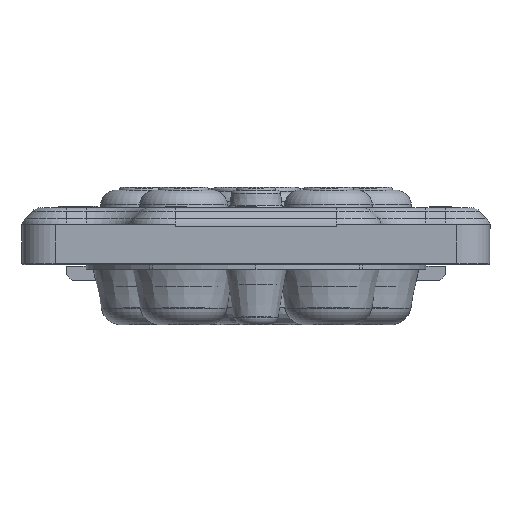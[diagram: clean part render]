
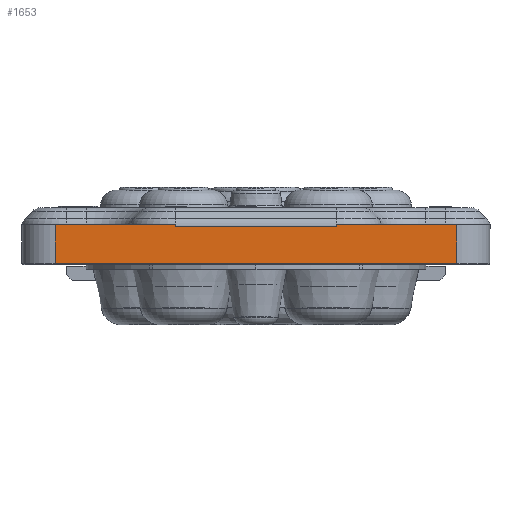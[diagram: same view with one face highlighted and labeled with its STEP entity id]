
A CAD part, left-side view. The second image highlights one B-rep face of the part: STEP entity #1653.
In plain terms, the highlighted planar face has unit normal (-1, 0, 0).
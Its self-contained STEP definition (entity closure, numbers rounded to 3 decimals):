
#1653 = ADVANCED_FACE( '', ( #4516 ), #4517, .T. );
#4516 = FACE_OUTER_BOUND( '', #9264, .T. );
#4517 = PLANE( '', #9265 );
#9264 = EDGE_LOOP( '', ( #15645, #15646, #15647, #15648, #15649, #15650, #15651, #15652 ) );
#9265 = AXIS2_PLACEMENT_3D( '', #15653, #15654, #15655 );
#15645 = ORIENTED_EDGE( '', *, *, #26350, .T. );
#15646 = ORIENTED_EDGE( '', *, *, #26351, .T. );
#15647 = ORIENTED_EDGE( '', *, *, #26199, .T. );
#15648 = ORIENTED_EDGE( '', *, *, #26352, .T. );
#15649 = ORIENTED_EDGE( '', *, *, #26353, .F. );
#15650 = ORIENTED_EDGE( '', *, *, #26354, .F. );
#15651 = ORIENTED_EDGE( '', *, *, #26355, .F. );
#15652 = ORIENTED_EDGE( '', *, *, #26356, .F. );
#15653 = CARTESIAN_POINT( '', ( -108., 36., 13. ) );
#15654 = DIRECTION( '', ( -1., 0., 0. ) );
#15655 = DIRECTION( '', ( 0., 1., 0. ) );
#26199 = EDGE_CURVE( '', #30304, #30307, #30309, .T. );
#26350 = EDGE_CURVE( '', #30567, #30568, #30569, .T. );
#26351 = EDGE_CURVE( '', #30568, #30304, #30570, .T. );
#26352 = EDGE_CURVE( '', #30307, #30571, #30572, .T. );
#26353 = EDGE_CURVE( '', #30573, #30571, #30574, .T. );
#26354 = EDGE_CURVE( '', #30575, #30573, #30576, .T. );
#26355 = EDGE_CURVE( '', #30215, #30575, #30577, .T. );
#26356 = EDGE_CURVE( '', #30567, #30215, #30578, .T. );
#30215 = VERTEX_POINT( '', #36437 );
#30304 = VERTEX_POINT( '', #36702 );
#30307 = VERTEX_POINT( '', #36706 );
#30309 = LINE( '', #36708, #36709 );
#30567 = VERTEX_POINT( '', #37218 );
#30568 = VERTEX_POINT( '', #37219 );
#30569 = LINE( '', #37220, #37221 );
#30570 = LINE( '', #37222, #37223 );
#30571 = VERTEX_POINT( '', #37224 );
#30572 = LINE( '', #37225, #37226 );
#30573 = VERTEX_POINT( '', #37227 );
#30574 = LINE( '', #37228, #37229 );
#30575 = VERTEX_POINT( '', #37230 );
#30576 = LINE( '', #37231, #37232 );
#30577 = LINE( '', #37233, #37234 );
#30578 = LINE( '', #37235, #37236 );
#36437 = CARTESIAN_POINT( '', ( -108., 36., 11. ) );
#36702 = CARTESIAN_POINT( '', ( -108., -14.5, 18. ) );
#36706 = CARTESIAN_POINT( '', ( -108., -14.5, 17.672 ) );
#36708 = CARTESIAN_POINT( '', ( -108., -14.5, 18. ) );
#36709 = VECTOR( '', #46544, 1000. );
#37218 = CARTESIAN_POINT( '', ( -108., -36., 11. ) );
#37219 = CARTESIAN_POINT( '', ( -108., -36., 18. ) );
#37220 = CARTESIAN_POINT( '', ( -108., -36., 13. ) );
#37221 = VECTOR( '', #46665, 1000. );
#37222 = CARTESIAN_POINT( '', ( -108., -36., 18. ) );
#37223 = VECTOR( '', #46666, 1000. );
#37224 = CARTESIAN_POINT( '', ( -108., 14.5, 17.672 ) );
#37225 = CARTESIAN_POINT( '', ( -108., 36., 17.672 ) );
#37226 = VECTOR( '', #46667, 1000. );
#37227 = CARTESIAN_POINT( '', ( -108., 14.5, 18. ) );
#37228 = CARTESIAN_POINT( '', ( -108., 14.5, 18. ) );
#37229 = VECTOR( '', #46668, 1000. );
#37230 = CARTESIAN_POINT( '', ( -108., 36., 18. ) );
#37231 = CARTESIAN_POINT( '', ( -108., 36., 18. ) );
#37232 = VECTOR( '', #46669, 1000. );
#37233 = CARTESIAN_POINT( '', ( -108., 36., 13. ) );
#37234 = VECTOR( '', #46670, 1000. );
#37235 = CARTESIAN_POINT( '', ( -108., -36., 11. ) );
#37236 = VECTOR( '', #46671, 1000. );
#46544 = DIRECTION( '', ( 0., 0., -1. ) );
#46665 = DIRECTION( '', ( 0., 0., 1. ) );
#46666 = DIRECTION( '', ( 0., 1., 0. ) );
#46667 = DIRECTION( '', ( 0., 1., 0. ) );
#46668 = DIRECTION( '', ( 0., 0., -1. ) );
#46669 = DIRECTION( '', ( 0., -1., 0. ) );
#46670 = DIRECTION( '', ( 0., 0., 1. ) );
#46671 = DIRECTION( '', ( 0., 1., 0. ) );
